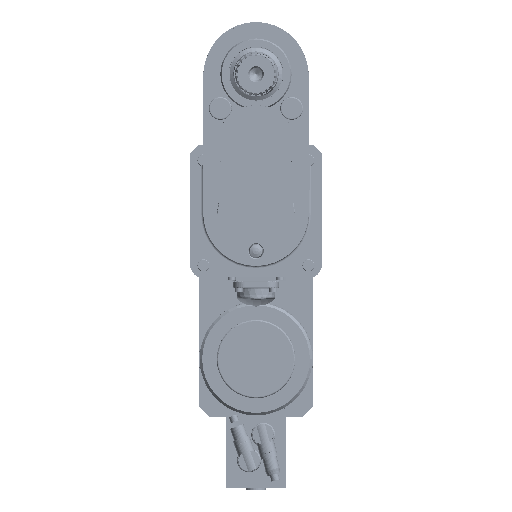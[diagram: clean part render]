
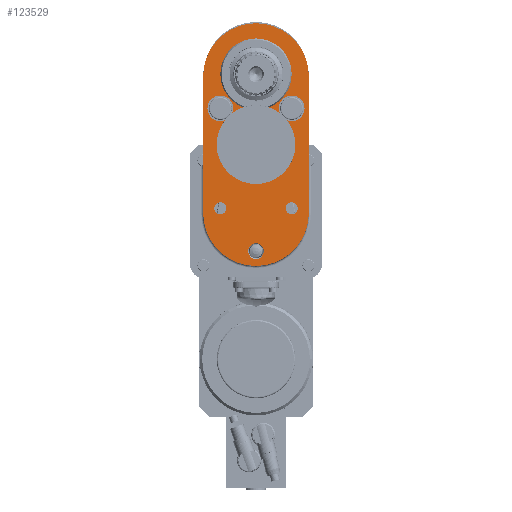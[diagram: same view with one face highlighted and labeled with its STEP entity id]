
A CAD part, left-side view. The second image highlights one B-rep face of the part: STEP entity #123529.
In plain terms, the highlighted planar face has unit normal (-1, 0, 0).
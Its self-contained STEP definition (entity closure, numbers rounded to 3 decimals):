
#4986=FACE_BOUND('',#22889,.T.);
#4987=FACE_BOUND('',#22890,.T.);
#4988=FACE_BOUND('',#22891,.T.);
#4989=FACE_BOUND('',#22892,.T.);
#4990=FACE_BOUND('',#22893,.T.);
#4991=FACE_BOUND('',#22894,.T.);
#8456=PLANE('',#135541);
#15977=FACE_OUTER_BOUND('',#22888,.T.);
#22888=EDGE_LOOP('',(#113481,#113482,#113483,#113484));
#22889=EDGE_LOOP('',(#113485));
#22890=EDGE_LOOP('',(#113486,#113487,#113488));
#22891=EDGE_LOOP('',(#113489,#113490));
#22892=EDGE_LOOP('',(#113491));
#22893=EDGE_LOOP('',(#113492));
#22894=EDGE_LOOP('',(#113493));
#29212=CIRCLE('',#135539,3.7);
#29213=CIRCLE('',#135542,3.7);
#29214=CIRCLE('',#135543,0.55);
#29215=CIRCLE('',#135544,2.763);
#29216=CIRCLE('',#135545,2.5);
#29217=CIRCLE('',#135546,2.763);
#29218=CIRCLE('',#135547,0.425);
#29219=CIRCLE('',#135548,0.425);
#29220=CIRCLE('',#135549,0.425);
#29221=CIRCLE('',#135550,0.5);
#29222=CIRCLE('',#135551,0.5);
#40645=LINE('',#259541,#49373);
#40653=LINE('',#259607,#49381);
#49373=VECTOR('',#167526,9.6);
#49381=VECTOR('',#167536,9.6);
#61063=VERTEX_POINT('',#259534);
#61064=VERTEX_POINT('',#259536);
#61065=VERTEX_POINT('',#259540);
#61073=VERTEX_POINT('',#259606);
#61074=VERTEX_POINT('',#259609);
#61075=VERTEX_POINT('',#259611);
#61076=VERTEX_POINT('',#259612);
#61077=VERTEX_POINT('',#259614);
#61078=VERTEX_POINT('',#259617);
#61079=VERTEX_POINT('',#259618);
#61080=VERTEX_POINT('',#259621);
#61081=VERTEX_POINT('',#259623);
#61082=VERTEX_POINT('',#259625);
#78736=EDGE_CURVE('',#61064,#61063,#29212,.T.);
#78738=EDGE_CURVE('',#61065,#61064,#40645,.T.);
#78747=EDGE_CURVE('',#61063,#61073,#40653,.T.);
#78748=EDGE_CURVE('',#61073,#61065,#29213,.T.);
#78749=EDGE_CURVE('',#61074,#61074,#29214,.T.);
#78750=EDGE_CURVE('',#61075,#61076,#29215,.T.);
#78751=EDGE_CURVE('',#61075,#61077,#29216,.T.);
#78752=EDGE_CURVE('',#61076,#61077,#29217,.T.);
#78753=EDGE_CURVE('',#61078,#61079,#29218,.T.);
#78754=EDGE_CURVE('',#61079,#61078,#29219,.T.);
#78755=EDGE_CURVE('',#61080,#61080,#29220,.T.);
#78756=EDGE_CURVE('',#61081,#61081,#29221,.T.);
#78757=EDGE_CURVE('',#61082,#61082,#29222,.T.);
#113481=ORIENTED_EDGE('',*,*,#78747,.T.);
#113482=ORIENTED_EDGE('',*,*,#78748,.T.);
#113483=ORIENTED_EDGE('',*,*,#78738,.T.);
#113484=ORIENTED_EDGE('',*,*,#78736,.T.);
#113485=ORIENTED_EDGE('',*,*,#78749,.T.);
#113486=ORIENTED_EDGE('',*,*,#78750,.F.);
#113487=ORIENTED_EDGE('',*,*,#78751,.T.);
#113488=ORIENTED_EDGE('',*,*,#78752,.F.);
#113489=ORIENTED_EDGE('',*,*,#78753,.F.);
#113490=ORIENTED_EDGE('',*,*,#78754,.F.);
#113491=ORIENTED_EDGE('',*,*,#78755,.T.);
#113492=ORIENTED_EDGE('',*,*,#78756,.F.);
#113493=ORIENTED_EDGE('',*,*,#78757,.F.);
#123529=ADVANCED_FACE('',(#15977,#4986,#4987,#4988,#4989,#4990,#4991),#8456,
 .T.);
#135539=AXIS2_PLACEMENT_3D('',#259537,#167521,#167522);
#135541=AXIS2_PLACEMENT_3D('',#259605,#167534,#167535);
#135542=AXIS2_PLACEMENT_3D('',#259608,#167537,#167538);
#135543=AXIS2_PLACEMENT_3D('',#259610,#167539,#167540);
#135544=AXIS2_PLACEMENT_3D('',#259613,#167541,#167542);
#135545=AXIS2_PLACEMENT_3D('',#259615,#167543,#167544);
#135546=AXIS2_PLACEMENT_3D('',#259616,#167545,#167546);
#135547=AXIS2_PLACEMENT_3D('',#259619,#167547,#167548);
#135548=AXIS2_PLACEMENT_3D('',#259620,#167549,#167550);
#135549=AXIS2_PLACEMENT_3D('',#259622,#167551,#167552);
#135550=AXIS2_PLACEMENT_3D('',#259624,#167553,#167554);
#135551=AXIS2_PLACEMENT_3D('',#259626,#167555,#167556);
#167521=DIRECTION('center_axis',(-1.,0.,0.));
#167522=DIRECTION('ref_axis',(0.,-1.,0.));
#167526=DIRECTION('',(0.,0.,1.));
#167534=DIRECTION('center_axis',(-1.,0.,0.));
#167535=DIRECTION('ref_axis',(0.,1.,0.));
#167536=DIRECTION('',(0.,0.,-1.));
#167537=DIRECTION('center_axis',(-1.,0.,0.));
#167538=DIRECTION('ref_axis',(0.,1.,0.));
#167539=DIRECTION('center_axis',(1.,0.,0.));
#167540=DIRECTION('ref_axis',(0.,0.,
-1.));
#167541=DIRECTION('center_axis',(-1.,0.,0.));
#167542=DIRECTION('ref_axis',(0.,0.329,0.944));
#167543=DIRECTION('center_axis',(1.,0.,0.));
#167544=DIRECTION('ref_axis',(0.,0.363,-0.932));
#167545=DIRECTION('center_axis',(-1.,0.,0.));
#167546=DIRECTION('ref_axis',(0.,0.329,0.944));
#167547=DIRECTION('center_axis',(-1.,0.,0.));
#167548=DIRECTION('ref_axis',(0.,1.,0.));
#167549=DIRECTION('center_axis',(-1.,0.,0.));
#167550=DIRECTION('ref_axis',(0.,1.,0.));
#167551=DIRECTION('center_axis',(1.,0.,0.));
#167552=DIRECTION('ref_axis',(0.,-1.,0.));
#167553=DIRECTION('center_axis',(-1.,0.,0.));
#167554=DIRECTION('ref_axis',(0.,1.,0.));
#167555=DIRECTION('center_axis',(-1.,0.,0.));
#167556=DIRECTION('ref_axis',(0.,1.,0.));
#259534=CARTESIAN_POINT('',(-5.8,3.7,9.585));
#259536=CARTESIAN_POINT('',(-5.8,-3.7,9.585));
#259537=CARTESIAN_POINT('Origin',(-5.8,0.,
9.585));
#259540=CARTESIAN_POINT('',(-5.8,-3.7,-0.015));
#259541=CARTESIAN_POINT('',(-5.8,-3.7,-0.015));
#259605=CARTESIAN_POINT('Origin',(-5.8,0.,
4.785));
#259606=CARTESIAN_POINT('',(-5.8,3.7,-0.015));
#259607=CARTESIAN_POINT('',(-5.8,3.7,9.585));
#259608=CARTESIAN_POINT('Origin',(-5.8,0.,
-0.015));
#259609=CARTESIAN_POINT('',(-5.8,0.,-3.227));
#259610=CARTESIAN_POINT('Origin',(-5.8,0.,
-2.677));
#259611=CARTESIAN_POINT('',(-5.8,0.908,7.394));
#259612=CARTESIAN_POINT('',(-5.8,0.,2.022));
#259613=CARTESIAN_POINT('Origin',(-5.8,0.,
4.785));
#259614=CARTESIAN_POINT('',(-5.8,-0.908,7.394));
#259615=CARTESIAN_POINT('Origin',(-5.8,0.,
9.723));
#259616=CARTESIAN_POINT('Origin',(-5.8,0.,
4.785));
#259617=CARTESIAN_POINT('',(-5.8,-2.075,0.323));
#259618=CARTESIAN_POINT('',(-5.8,-2.925,0.323));
#259619=CARTESIAN_POINT('Origin',(-5.8,-2.5,0.323));
#259620=CARTESIAN_POINT('Origin',(-5.8,-2.5,0.323));
#259621=CARTESIAN_POINT('',(-5.8,2.925,0.323));
#259622=CARTESIAN_POINT('Origin',(-5.8,2.5,0.323));
#259623=CARTESIAN_POINT('',(-5.8,-2.,7.323));
#259624=CARTESIAN_POINT('Origin',(-5.8,-2.5,7.323));
#259625=CARTESIAN_POINT('',(-5.8,3.,7.323));
#259626=CARTESIAN_POINT('Origin',(-5.8,2.5,7.323));
